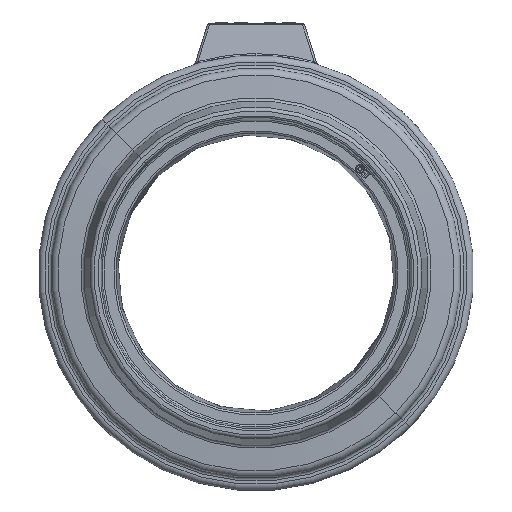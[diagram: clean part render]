
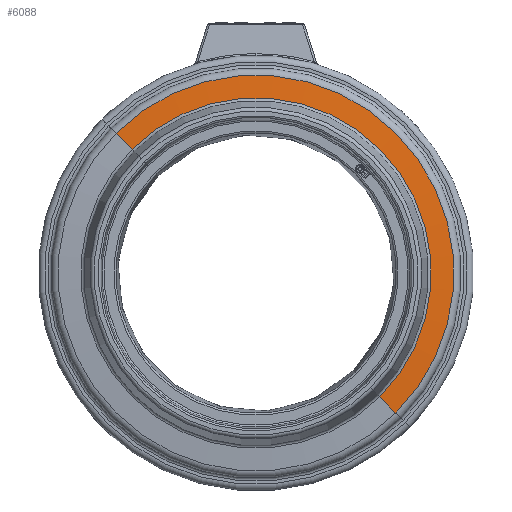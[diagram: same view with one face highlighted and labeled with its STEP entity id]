
A CAD part, front view. The second image highlights one B-rep face of the part: STEP entity #6088.
In plain terms, the highlighted conical face has half-angle 85 degrees and reference radius 309.046 mm.
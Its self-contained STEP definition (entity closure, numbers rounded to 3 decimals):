
#152 = AXIS2_PLACEMENT_3D ( 'NONE', #4389, #4415, #4403 ) ;
#474 = AXIS2_PLACEMENT_3D ( 'NONE', #9832, #9813, #9800 ) ;
#528 = AXIS2_PLACEMENT_3D ( 'NONE', #9819, #9789, #9821 ) ;
#1371 = ORIENTED_EDGE ( 'NONE', *, *, #11913, .T. ) ;
#1425 = ORIENTED_EDGE ( 'NONE', *, *, #11935, .F. ) ;
#1449 = ORIENTED_EDGE ( 'NONE', *, *, #11943, .T. ) ;
#1461 = ORIENTED_EDGE ( 'NONE', *, *, #11927, .F. ) ;
#2187 = LINE ( 'NONE', #9675, #2191 ) ;
#2191 = VECTOR ( 'NONE', #9697, 1000. ) ;
#2216 = LINE ( 'NONE', #9780, #2223 ) ;
#2223 = VECTOR ( 'NONE', #9777, 1000. ) ;
#2237 = CIRCLE ( 'NONE', #474, 309.046 ) ;
#2256 = CIRCLE ( 'NONE', #528, 273.558 ) ;
#2601 = CONICAL_SURFACE ( 'NONE', #152, 309.046, 1.484 ) ;
#2629 = FACE_OUTER_BOUND ( 'NONE', #9264, .T. ) ;
#4389 = CARTESIAN_POINT ( 'NONE',  ( -294.861, -141.954, -337. ) ) ;
#4403 = DIRECTION ( 'NONE',  ( -0.707, 0., 0.707 ) ) ;
#4415 = DIRECTION ( 'NONE',  ( 0., 1., 0. ) ) ;
#6088 = ADVANCED_FACE ( 'NONE', ( #2629 ), #2601, .T. ) ;
#7704 = CARTESIAN_POINT ( 'NONE',  ( -513.389, -141.954, -118.472 ) ) ;
#7715 = CARTESIAN_POINT ( 'NONE',  ( -101.426, -145.059, -530.435 ) ) ;
#7744 = CARTESIAN_POINT ( 'NONE',  ( -488.296, -145.059, -143.565 ) ) ;
#7748 = CARTESIAN_POINT ( 'NONE',  ( -76.333, -141.954, -555.528 ) ) ;
#9264 = EDGE_LOOP ( 'NONE', ( #1449, #1371, #1425, #1461 ) ) ;
#9675 = CARTESIAN_POINT ( 'NONE',  ( -76.333, -141.954, -555.528 ) ) ;
#9697 = DIRECTION ( 'NONE',  ( 0.704, 0.087, -0.704 ) ) ;
#9777 = DIRECTION ( 'NONE',  ( -0.704, 0.087, 0.704 ) ) ;
#9780 = CARTESIAN_POINT ( 'NONE',  ( -513.389, -141.954, -118.472 ) ) ;
#9789 = DIRECTION ( 'NONE',  ( 0., 1., 0. ) ) ;
#9800 = DIRECTION ( 'NONE',  ( -0.707, 0., 0.707 ) ) ;
#9813 = DIRECTION ( 'NONE',  ( 0., 1., 0. ) ) ;
#9819 = CARTESIAN_POINT ( 'NONE',  ( -294.861, -145.059, -337. ) ) ;
#9821 = DIRECTION ( 'NONE',  ( -0.707, 0., 0.707 ) ) ;
#9832 = CARTESIAN_POINT ( 'NONE',  ( -294.861, -141.954, -337. ) ) ;
#10605 = VERTEX_POINT ( 'NONE', #7744 ) ;
#10613 = VERTEX_POINT ( 'NONE', #7704 ) ;
#10633 = VERTEX_POINT ( 'NONE', #7748 ) ;
#10651 = VERTEX_POINT ( 'NONE', #7715 ) ;
#11913 = EDGE_CURVE ( 'NONE', #10651, #10633, #2187, .T. ) ;
#11927 = EDGE_CURVE ( 'NONE', #10605, #10613, #2216, .T. ) ;
#11935 = EDGE_CURVE ( 'NONE', #10613, #10633, #2237, .T. ) ;
#11943 = EDGE_CURVE ( 'NONE', #10605, #10651, #2256, .T. ) ;
